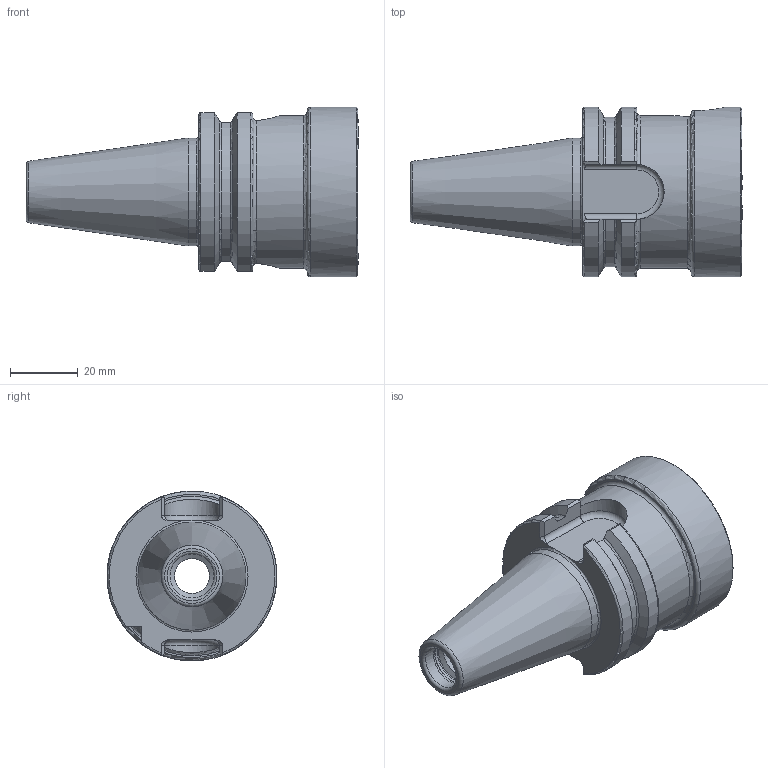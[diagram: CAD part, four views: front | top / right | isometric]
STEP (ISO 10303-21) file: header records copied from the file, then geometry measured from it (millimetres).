
FILE_DESCRIPTION (( 'STEP AP214' ), '1' );
FILE_NAME ('SK3.ST5.K01.050.STEP', '2020-04-15T11:42:55', ( '' ), ( '' ), 'SwSTEP 2.0', 'SolidWorks 2017', '' );
FILE_SCHEMA (( 'AUTOMOTIVE_DESIGN' ));
Length unit declared in the file: millimetre
Products named in the file (3): ST5-ER1.001.012_A; SK3-ST5.K01.050_B; SK3.ST5.K01.050
Assembly tree (2 placements, depth 2):
  SK3.ST5.K01.050
    SK3-ST5.K01.050_B
    ST5-ER1.001.012_A
Bounding box: 97.65 x 50 x 50 mm (x, y, z)
Volume: 79425.7 mm3; surface area: 21012 mm2
Topology: 2 solids, 2 shells, 130 faces, 339 edges, 212 vertices
Faces by surface type: plane 50, cylinder 33, torus 28, cone 17, bspline 2
Full cylindrical faces by diameter (mm): 5 x1, 9 x1, 10 x1, 10.2 x1, 13 x1, 13.45 x1, 28 x1, 29 x1, 31.75 x1, 45 x1, 50 x1
Entity records: 4623 total; most frequent: CARTESIAN_POINT 1591, ORIENTED_EDGE 598, DIRECTION 562, EDGE_CURVE 299, AXIS2_PLACEMENT_3D 225, VERTEX_POINT 202, EDGE_LOOP 163, FACE_OUTER_BOUND 148
